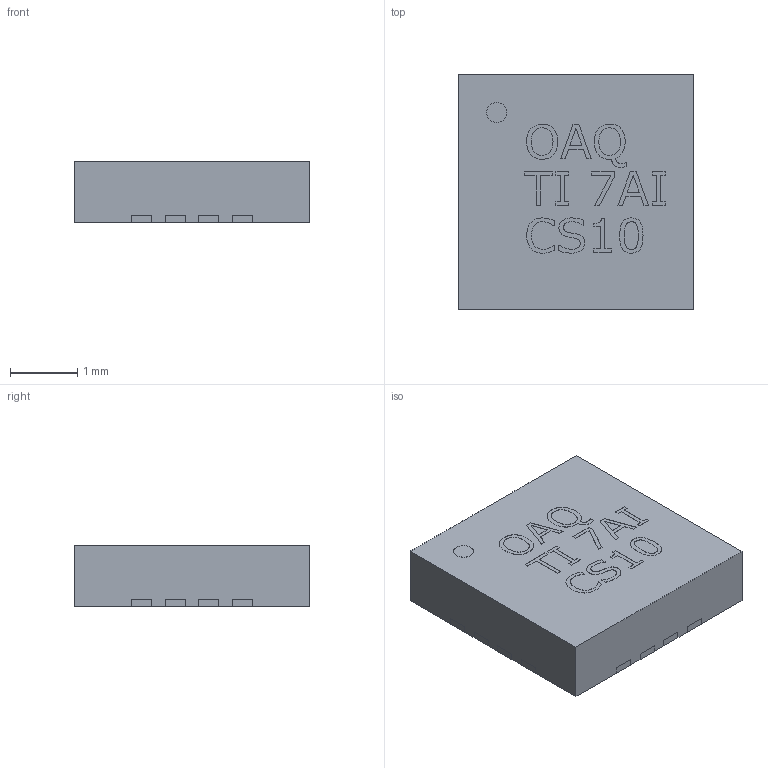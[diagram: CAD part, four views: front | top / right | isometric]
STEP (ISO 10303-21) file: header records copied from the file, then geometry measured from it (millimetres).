
FILE_DESCRIPTION (( 'STEP AP214' ), '1' );
FILE_NAME ('User Library-BQ24600RVAT.STEP', '2021-09-17T16:08:28', ( '' ), ( '' ), 'SwSTEP 2.0', 'SolidWorks 2021', '' );
FILE_SCHEMA (( 'AUTOMOTIVE_DESIGN' ));
Length unit declared in the file: millimetre
Products named in the file (1): User Library-BQ24600RVAT
Bounding box: 3.5 x 3.5 x 0.9 mm (x, y, z)
Volume: 11 mm3; surface area: 54.7 mm2
Topology: 18 solids, 18 shells, 358 faces, 909 edges, 606 vertices
Faces by surface type: plane 246, bspline 70, cylinder 42
Entity records: 16928 total; most frequent: CARTESIAN_POINT 5344, ORIENTED_EDGE 1818, DIRECTION 1431, EDGE_CURVE 909, LINE 685, VECTOR 685, VERTEX_POINT 606, EDGE_LOOP 377
